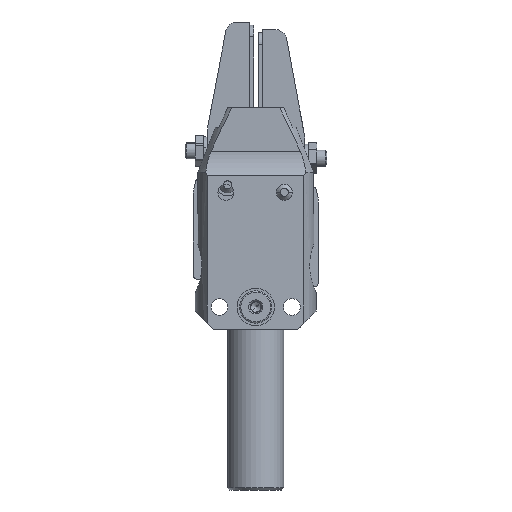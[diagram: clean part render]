
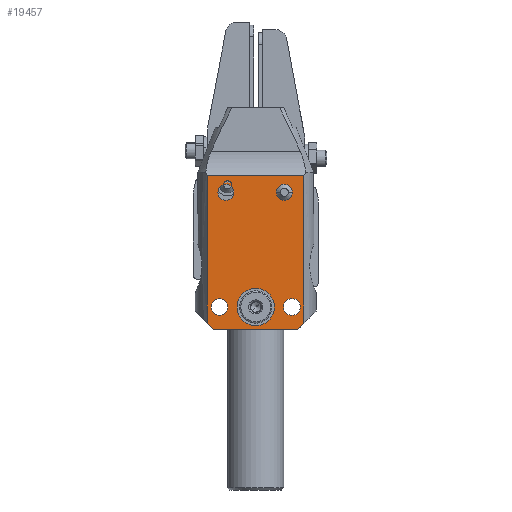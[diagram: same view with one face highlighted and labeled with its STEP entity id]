
A CAD part, front view. The second image highlights one B-rep face of the part: STEP entity #19457.
In plain terms, the highlighted face is planar.
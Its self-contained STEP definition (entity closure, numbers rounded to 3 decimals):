
#2092 = AXIS2_PLACEMENT_3D ( 'NONE', #9263, #9260, #9264 ) ;
#5112 = CARTESIAN_POINT ( 'NONE',  ( -9., 9., 51.6 ) ) ;
#5162 = CARTESIAN_POINT ( 'NONE',  ( -12., 9., 53.5 ) ) ;
#5182 = CARTESIAN_POINT ( 'NONE',  ( 12., 9., 16.8 ) ) ;
#5210 = CARTESIAN_POINT ( 'NONE',  ( 10.5, 9., 55. ) ) ;
#5219 = CARTESIAN_POINT ( 'NONE',  ( 0., 9., 54.15 ) ) ;
#5231 = CARTESIAN_POINT ( 'NONE',  ( -7.4, 9., 19. ) ) ;
#5337 = CARTESIAN_POINT ( 'NONE',  ( -9., 9., 47.4 ) ) ;
#5360 = CARTESIAN_POINT ( 'NONE',  ( 7.1, 9., 19. ) ) ;
#6407 = ORIENTED_EDGE ( 'NONE', *, *, #15550, .F. ) ;
#6418 = ORIENTED_EDGE ( 'NONE', *, *, #15547, .F. ) ;
#6420 = ORIENTED_EDGE ( 'NONE', *, *, #15548, .T. ) ;
#6421 = ORIENTED_EDGE ( 'NONE', *, *, #15546, .T. ) ;
#6430 = ORIENTED_EDGE ( 'NONE', *, *, #15551, .T. ) ;
#6590 = EDGE_LOOP ( 'NONE', ( #6617, #7087 ) ) ;
#6617 = ORIENTED_EDGE ( 'NONE', *, *, #15541, .T. ) ;
#7087 = ORIENTED_EDGE ( 'NONE', *, *, #15519, .T. ) ;
#7088 = ORIENTED_EDGE ( 'NONE', *, *, #15445, .T. ) ;
#7167 = ORIENTED_EDGE ( 'NONE', *, *, #15545, .T. ) ;
#7168 = ORIENTED_EDGE ( 'NONE', *, *, #15544, .T. ) ;
#7169 = ORIENTED_EDGE ( 'NONE', *, *, #15453, .T. ) ;
#7170 = ORIENTED_EDGE ( 'NONE', *, *, #15465, .T. ) ;
#7171 = ORIENTED_EDGE ( 'NONE', *, *, #15515, .T. ) ;
#7172 = ORIENTED_EDGE ( 'NONE', *, *, #15543, .T. ) ;
#7173 = ORIENTED_EDGE ( 'NONE', *, *, #15542, .T. ) ;
#7243 = ORIENTED_EDGE ( 'NONE', *, *, #15549, .F. ) ;
#7399 = CARTESIAN_POINT ( 'NONE',  ( 7.1, 9., 23. ) ) ;
#9260 = DIRECTION ( 'NONE',  ( 0., 1., 0. ) ) ;
#9261 = PLANE ( 'NONE',  #2092 ) ;
#9263 = CARTESIAN_POINT ( 'NONE',  ( 15.001, 9., 0. ) ) ;
#9264 = DIRECTION ( 'NONE',  ( 0., 0., 1. ) ) ;
#10302 = CARTESIAN_POINT ( 'NONE',  ( -7.4, 9., 23. ) ) ;
#10312 = CARTESIAN_POINT ( 'NONE',  ( 12., 9., 53.5 ) ) ;
#10318 = CARTESIAN_POINT ( 'NONE',  ( 9., 9., 51.6 ) ) ;
#10339 = CARTESIAN_POINT ( 'NONE',  ( 0., 9., 44.85 ) ) ;
#10358 = CARTESIAN_POINT ( 'NONE',  ( 9., 9., 47.4 ) ) ;
#10402 = CARTESIAN_POINT ( 'NONE',  ( -12., 9., 16.8 ) ) ;
#10418 = VERTEX_POINT ( 'NONE', #5219 ) ;
#10446 = CARTESIAN_POINT ( 'NONE',  ( -10.5, 9., 55. ) ) ;
#10450 = VERTEX_POINT ( 'NONE', #5162 ) ;
#10452 = VERTEX_POINT ( 'NONE', #5231 ) ;
#10913 = VERTEX_POINT ( 'NONE', #5360 ) ;
#11151 = VERTEX_POINT ( 'NONE', #5210 ) ;
#11157 = VERTEX_POINT ( 'NONE', #5337 ) ;
#11187 = VERTEX_POINT ( 'NONE', #5112 ) ;
#11197 = VERTEX_POINT ( 'NONE', #5182 ) ;
#11208 = VERTEX_POINT ( 'NONE', #7399 ) ;
#12690 = EDGE_LOOP ( 'NONE', ( #7172, #7170 ) ) ;
#12802 = EDGE_LOOP ( 'NONE', ( #7173, #7171 ) ) ;
#12805 = EDGE_LOOP ( 'NONE', ( #7168, #7169 ) ) ;
#12813 = EDGE_LOOP ( 'NONE', ( #6421, #6418, #6420, #7243, #6407, #6430 ) ) ;
#12829 = EDGE_LOOP ( 'NONE', ( #7088, #7167 ) ) ;
#13668 = CIRCLE ( 'NONE', #15900, 4.65 ) ;
#13677 = CIRCLE ( 'NONE', #15903, 2. ) ;
#13691 = CIRCLE ( 'NONE', #15907, 2. ) ;
#13762 = CIRCLE ( 'NONE', #15923, 2.1 ) ;
#13766 = CIRCLE ( 'NONE', #15925, 2.1 ) ;
#13790 = LINE ( 'NONE', #18241, #13805 ) ;
#13795 = CIRCLE ( 'NONE', #15931, 2.1 ) ;
#13797 = CIRCLE ( 'NONE', #15932, 2.1 ) ;
#13798 = CIRCLE ( 'NONE', #15933, 2. ) ;
#13799 = CIRCLE ( 'NONE', #15934, 2. ) ;
#13800 = CIRCLE ( 'NONE', #15935, 4.65 ) ;
#13801 = LINE ( 'NONE', #18235, #13803 ) ;
#13802 = LINE ( 'NONE', #18240, #13807 ) ;
#13803 = VECTOR ( 'NONE', #18236, 1000. ) ;
#13804 = LINE ( 'NONE', #18245, #13811 ) ;
#13805 = VECTOR ( 'NONE', #18246, 1000. ) ;
#13806 = LINE ( 'NONE', #18249, #13809 ) ;
#13807 = VECTOR ( 'NONE', #18248, 1000. ) ;
#13808 = LINE ( 'NONE', #18247, #13813 ) ;
#13809 = VECTOR ( 'NONE', #18250, 1000. ) ;
#13811 = VECTOR ( 'NONE', #18251, 1000. ) ;
#13813 = VECTOR ( 'NONE', #18253, 1000. ) ;
#15445 = EDGE_CURVE ( 'NONE', #10418, #16847, #13668, .T. ) ;
#15453 = EDGE_CURVE ( 'NONE', #16810, #10452, #13677, .T. ) ;
#15465 = EDGE_CURVE ( 'NONE', #11208, #10913, #13691, .T. ) ;
#15515 = EDGE_CURVE ( 'NONE', #11187, #11157, #13762, .T. ) ;
#15519 = EDGE_CURVE ( 'NONE', #16826, #16866, #13766, .T. ) ;
#15541 = EDGE_CURVE ( 'NONE', #16866, #16826, #13795, .T. ) ;
#15542 = EDGE_CURVE ( 'NONE', #11157, #11187, #13797, .T. ) ;
#15543 = EDGE_CURVE ( 'NONE', #10913, #11208, #13798, .T. ) ;
#15544 = EDGE_CURVE ( 'NONE', #10452, #16810, #13799, .T. ) ;
#15545 = EDGE_CURVE ( 'NONE', #16847, #10418, #13800, .T. ) ;
#15546 = EDGE_CURVE ( 'NONE', #16904, #10450, #13801, .T. ) ;
#15547 = EDGE_CURVE ( 'NONE', #16928, #10450, #13790, .T. ) ;
#15548 = EDGE_CURVE ( 'NONE', #16928, #11151, #13802, .T. ) ;
#15549 = EDGE_CURVE ( 'NONE', #16820, #11151, #13806, .T. ) ;
#15550 = EDGE_CURVE ( 'NONE', #11197, #16820, #13804, .T. ) ;
#15551 = EDGE_CURVE ( 'NONE', #11197, #16904, #13808, .T. ) ;
#15900 = AXIS2_PLACEMENT_3D ( 'NONE', #17715, #17716, #17717 ) ;
#15903 = AXIS2_PLACEMENT_3D ( 'NONE', #17750, #17751, #17752 ) ;
#15907 = AXIS2_PLACEMENT_3D ( 'NONE', #17798, #17799, #17800 ) ;
#15923 = AXIS2_PLACEMENT_3D ( 'NONE', #18109, #18110, #18111 ) ;
#15925 = AXIS2_PLACEMENT_3D ( 'NONE', #18119, #18120, #18121 ) ;
#15931 = AXIS2_PLACEMENT_3D ( 'NONE', #18226, #18227, #18228 ) ;
#15932 = AXIS2_PLACEMENT_3D ( 'NONE', #18229, #18230, #18231 ) ;
#15933 = AXIS2_PLACEMENT_3D ( 'NONE', #18232, #18233, #18234 ) ;
#15934 = AXIS2_PLACEMENT_3D ( 'NONE', #18237, #18238, #18239 ) ;
#15935 = AXIS2_PLACEMENT_3D ( 'NONE', #18242, #18243, #18244 ) ;
#16810 = VERTEX_POINT ( 'NONE', #10302 ) ;
#16820 = VERTEX_POINT ( 'NONE', #10312 ) ;
#16826 = VERTEX_POINT ( 'NONE', #10318 ) ;
#16847 = VERTEX_POINT ( 'NONE', #10339 ) ;
#16866 = VERTEX_POINT ( 'NONE', #10358 ) ;
#16904 = VERTEX_POINT ( 'NONE', #10402 ) ;
#16928 = VERTEX_POINT ( 'NONE', #10446 ) ;
#17715 = CARTESIAN_POINT ( 'NONE',  ( 0., 9., 49.5 ) ) ;
#17716 = DIRECTION ( 'NONE',  ( 0., -1., 0. ) ) ;
#17717 = DIRECTION ( 'NONE',  ( 0., 0., -1. ) ) ;
#17750 = CARTESIAN_POINT ( 'NONE',  ( -7.4, 9., 21. ) ) ;
#17751 = DIRECTION ( 'NONE',  ( 0., -1., 0. ) ) ;
#17752 = DIRECTION ( 'NONE',  ( 0., 0., -1. ) ) ;
#17798 = CARTESIAN_POINT ( 'NONE',  ( 7.1, 9., 21. ) ) ;
#17799 = DIRECTION ( 'NONE',  ( 0., -1., 0. ) ) ;
#17800 = DIRECTION ( 'NONE',  ( 0., 0., -1. ) ) ;
#18109 = CARTESIAN_POINT ( 'NONE',  ( -9., 9., 49.5 ) ) ;
#18110 = DIRECTION ( 'NONE',  ( 0., -1., 0. ) ) ;
#18111 = DIRECTION ( 'NONE',  ( 0., 0., -1. ) ) ;
#18119 = CARTESIAN_POINT ( 'NONE',  ( 9., 9., 49.5 ) ) ;
#18120 = DIRECTION ( 'NONE',  ( 0., -1., 0. ) ) ;
#18121 = DIRECTION ( 'NONE',  ( 0., 0., -1. ) ) ;
#18226 = CARTESIAN_POINT ( 'NONE',  ( 9., 9., 49.5 ) ) ;
#18227 = DIRECTION ( 'NONE',  ( 0., -1., 0. ) ) ;
#18228 = DIRECTION ( 'NONE',  ( 0., 0., -1. ) ) ;
#18229 = CARTESIAN_POINT ( 'NONE',  ( -9., 9., 49.5 ) ) ;
#18230 = DIRECTION ( 'NONE',  ( 0., -1., 0. ) ) ;
#18231 = DIRECTION ( 'NONE',  ( 0., 0., -1. ) ) ;
#18232 = CARTESIAN_POINT ( 'NONE',  ( 7.1, 9., 21. ) ) ;
#18233 = DIRECTION ( 'NONE',  ( 0., -1., 0. ) ) ;
#18234 = DIRECTION ( 'NONE',  ( 0., 0., -1. ) ) ;
#18235 = CARTESIAN_POINT ( 'NONE',  ( -12., 9., 95. ) ) ;
#18236 = DIRECTION ( 'NONE',  ( 0., 0., 1. ) ) ;
#18237 = CARTESIAN_POINT ( 'NONE',  ( -7.4, 9., 21. ) ) ;
#18238 = DIRECTION ( 'NONE',  ( 0., -1., 0. ) ) ;
#18239 = DIRECTION ( 'NONE',  ( 0., 0., -1. ) ) ;
#18240 = CARTESIAN_POINT ( 'NONE',  ( 15.001, 9., 55. ) ) ;
#18241 = CARTESIAN_POINT ( 'NONE',  ( -15., 9., 50.5 ) ) ;
#18242 = CARTESIAN_POINT ( 'NONE',  ( 0., 9., 49.5 ) ) ;
#18243 = DIRECTION ( 'NONE',  ( 0., -1., 0. ) ) ;
#18244 = DIRECTION ( 'NONE',  ( 0., 0., -1. ) ) ;
#18245 = CARTESIAN_POINT ( 'NONE',  ( 12., 9., 95. ) ) ;
#18246 = DIRECTION ( 'NONE',  ( -0.707, 0., -0.707 ) ) ;
#18247 = CARTESIAN_POINT ( 'NONE',  ( 15.001, 9., 16.8 ) ) ;
#18248 = DIRECTION ( 'NONE',  ( 1., 0., 0. ) ) ;
#18249 = CARTESIAN_POINT ( 'NONE',  ( 15., 9., 50.5 ) ) ;
#18250 = DIRECTION ( 'NONE',  ( -0.707, 0., 0.707 ) ) ;
#18251 = DIRECTION ( 'NONE',  ( 0., 0., 1. ) ) ;
#18253 = DIRECTION ( 'NONE',  ( -1., 0., 0. ) ) ;
#18951 = FACE_BOUND ( 'NONE', #12805, .T. ) ;
#18953 = FACE_BOUND ( 'NONE', #12690, .T. ) ;
#18954 = FACE_BOUND ( 'NONE', #6590, .T. ) ;
#18957 = FACE_BOUND ( 'NONE', #12829, .T. ) ;
#18959 = FACE_BOUND ( 'NONE', #12802, .T. ) ;
#18960 = FACE_OUTER_BOUND ( 'NONE', #12813, .T. ) ;
#19457 = ADVANCED_FACE ( 'NONE', ( #18954, #18959, #18953, #18951, #18957, #18960 ), #9261, .T. ) ;
